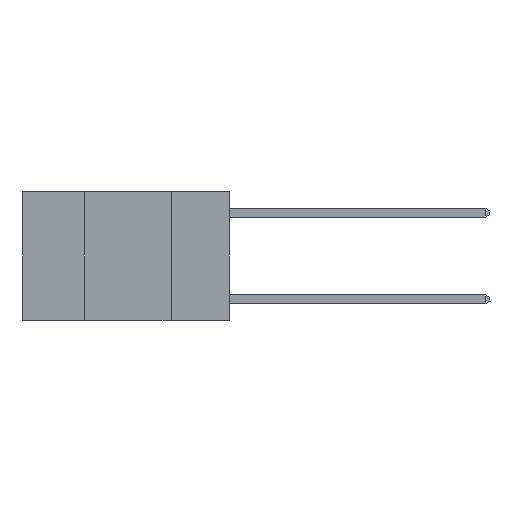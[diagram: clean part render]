
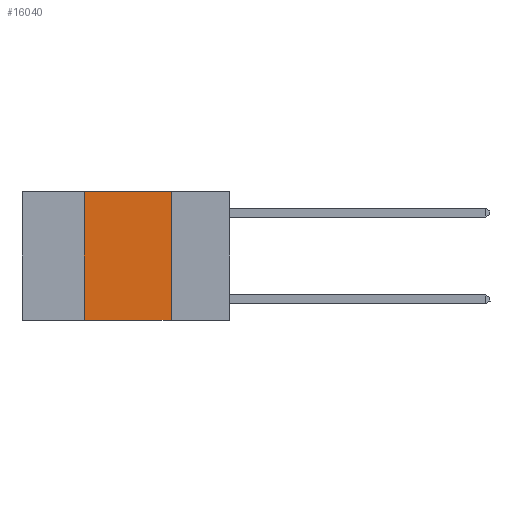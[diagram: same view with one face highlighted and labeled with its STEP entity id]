
A CAD part, left-side view. The second image highlights one B-rep face of the part: STEP entity #16040.
In plain terms, the highlighted planar face has unit normal (-1, 0, 0).
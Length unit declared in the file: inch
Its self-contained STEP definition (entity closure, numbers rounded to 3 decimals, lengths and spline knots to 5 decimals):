
#1363 = CARTESIAN_POINT ( 'NONE',  ( 0., 0.42, 0. ) ) ;
#2248 = CARTESIAN_POINT ( 'NONE',  ( 0., 0.17, 0. ) ) ;
#3456 = VECTOR ( 'NONE', #14847, 39.37008 ) ;
#3540 = VECTOR ( 'NONE', #10027, 39.37008 ) ;
#3754 = VERTEX_POINT ( 'NONE', #2248 ) ;
#4216 = LINE ( 'NONE', #16655, #21360 ) ;
#4342 = DIRECTION ( 'NONE',  ( 0., -1., 0. ) ) ;
#4654 = VECTOR ( 'NONE', #21929, 39.37008 ) ;
#6055 = CARTESIAN_POINT ( 'NONE',  ( 0., 0.17, 0. ) ) ;
#6464 = PLANE ( 'NONE',  #7968 ) ;
#7901 = VERTEX_POINT ( 'NONE', #20183 ) ;
#7968 = AXIS2_PLACEMENT_3D ( 'NONE', #14622, #10732, #18932 ) ;
#8129 = LINE ( 'NONE', #16285, #4654 ) ;
#10027 = DIRECTION ( 'NONE',  ( 0., 0., 1. ) ) ;
#10732 = DIRECTION ( 'NONE',  ( 1., 0., 0. ) ) ;
#10809 = LINE ( 'NONE', #6055, #3456 ) ;
#11241 = ORIENTED_EDGE ( 'NONE', *, *, #19021, .T. ) ;
#12134 = ORIENTED_EDGE ( 'NONE', *, *, #18497, .F. ) ;
#12993 = VERTEX_POINT ( 'NONE', #1363 ) ;
#14622 = CARTESIAN_POINT ( 'NONE',  ( 0., 0.6, 0. ) ) ;
#14847 = DIRECTION ( 'NONE',  ( 0., 0., -1. ) ) ;
#15198 = ORIENTED_EDGE ( 'NONE', *, *, #22733, .F. ) ;
#15927 = LINE ( 'NONE', #24115, #3540 ) ;
#16040 = ADVANCED_FACE ( 'NONE', ( #24826 ), #6464, .F. ) ;
#16285 = CARTESIAN_POINT ( 'NONE',  ( 0., 0.6, 0. ) ) ;
#16555 = CARTESIAN_POINT ( 'NONE',  ( 0., 0.17, -0.37 ) ) ;
#16655 = CARTESIAN_POINT ( 'NONE',  ( 0., 0.6, -0.37 ) ) ;
#18497 = EDGE_CURVE ( 'NONE', #12993, #3754, #8129, .T. ) ;
#18932 = DIRECTION ( 'NONE',  ( 0., 0., -1. ) ) ;
#19021 = EDGE_CURVE ( 'NONE', #7901, #19928, #4216, .T. ) ;
#19928 = VERTEX_POINT ( 'NONE', #16555 ) ;
#20183 = CARTESIAN_POINT ( 'NONE',  ( 0., 0.42, -0.37 ) ) ;
#21356 = EDGE_LOOP ( 'NONE', ( #15198, #12134, #25103, #11241 ) ) ;
#21360 = VECTOR ( 'NONE', #4342, 39.37008 ) ;
#21929 = DIRECTION ( 'NONE',  ( 0., -1., 0. ) ) ;
#22733 = EDGE_CURVE ( 'NONE', #3754, #19928, #10809, .T. ) ;
#24115 = CARTESIAN_POINT ( 'NONE',  ( 0., 0.42, 0. ) ) ;
#24826 = FACE_OUTER_BOUND ( 'NONE', #21356, .T. ) ;
#24964 = EDGE_CURVE ( 'NONE', #7901, #12993, #15927, .T. ) ;
#25103 = ORIENTED_EDGE ( 'NONE', *, *, #24964, .F. ) ;
